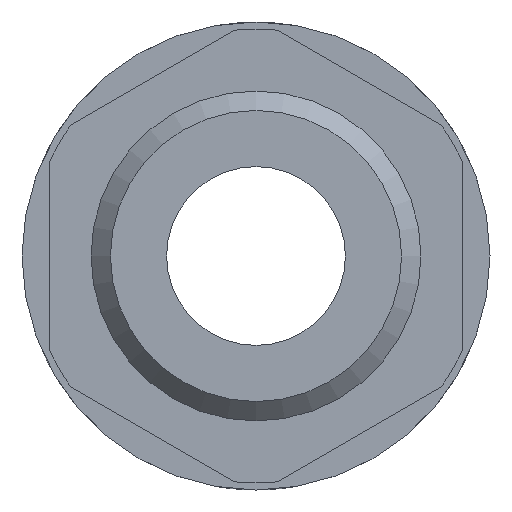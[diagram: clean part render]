
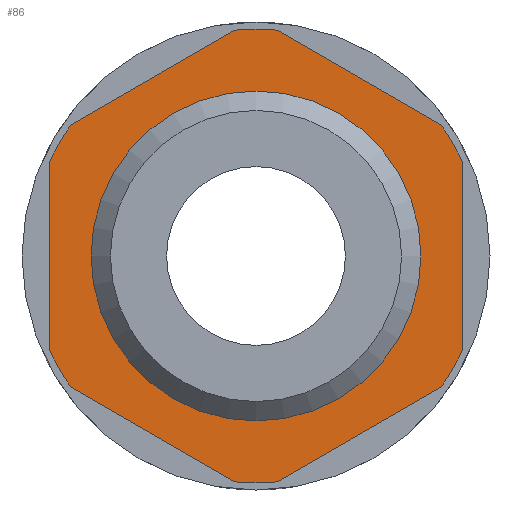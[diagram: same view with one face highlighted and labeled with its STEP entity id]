
A CAD part, left-side view. The second image highlights one B-rep face of the part: STEP entity #86.
In plain terms, the highlighted planar face has unit normal (-1, 0, 0).
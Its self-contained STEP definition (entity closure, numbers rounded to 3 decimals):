
#86 = ADVANCED_FACE( '', ( #169, #170 ), #171, .F. );
#169 = FACE_OUTER_BOUND( '', #317, .T. );
#170 = FACE_BOUND( '', #318, .T. );
#171 = PLANE( '', #319 );
#317 = EDGE_LOOP( '', ( #552, #553, #554, #555, #556, #557, #558, #559, #560, #561, #562, #563 ) );
#318 = EDGE_LOOP( '', ( #564 ) );
#319 = AXIS2_PLACEMENT_3D( '', #565, #566, #567 );
#552 = ORIENTED_EDGE( '', *, *, #971, .F. );
#553 = ORIENTED_EDGE( '', *, *, #972, .F. );
#554 = ORIENTED_EDGE( '', *, *, #973, .F. );
#555 = ORIENTED_EDGE( '', *, *, #974, .F. );
#556 = ORIENTED_EDGE( '', *, *, #975, .F. );
#557 = ORIENTED_EDGE( '', *, *, #969, .F. );
#558 = ORIENTED_EDGE( '', *, *, #976, .F. );
#559 = ORIENTED_EDGE( '', *, *, #977, .F. );
#560 = ORIENTED_EDGE( '', *, *, #978, .F. );
#561 = ORIENTED_EDGE( '', *, *, #979, .F. );
#562 = ORIENTED_EDGE( '', *, *, #980, .F. );
#563 = ORIENTED_EDGE( '', *, *, #981, .F. );
#564 = ORIENTED_EDGE( '', *, *, #982, .T. );
#565 = CARTESIAN_POINT( '', ( -17.5, 5.08, 0. ) );
#566 = DIRECTION( '', ( 1., 0., 0. ) );
#567 = DIRECTION( '', ( 0., 0., -1. ) );
#969 = EDGE_CURVE( '', #1164, #1166, #1167, .T. );
#971 = EDGE_CURVE( '', #1169, #1170, #1171, .T. );
#972 = EDGE_CURVE( '', #1172, #1169, #1173, .T. );
#973 = EDGE_CURVE( '', #1174, #1172, #1175, .T. );
#974 = EDGE_CURVE( '', #1176, #1174, #1177, .T. );
#975 = EDGE_CURVE( '', #1166, #1176, #1178, .T. );
#976 = EDGE_CURVE( '', #1179, #1164, #1180, .T. );
#977 = EDGE_CURVE( '', #1181, #1179, #1182, .T. );
#978 = EDGE_CURVE( '', #1183, #1181, #1184, .T. );
#979 = EDGE_CURVE( '', #1185, #1183, #1186, .T. );
#980 = EDGE_CURVE( '', #1187, #1185, #1188, .T. );
#981 = EDGE_CURVE( '', #1170, #1187, #1189, .T. );
#982 = EDGE_CURVE( '', #1190, #1190, #1191, .T. );
#1164 = VERTEX_POINT( '', #1422 );
#1166 = VERTEX_POINT( '', #1425 );
#1167 = CIRCLE( '', #1426, 8.25 );
#1169 = VERTEX_POINT( '', #1429 );
#1170 = VERTEX_POINT( '', #1430 );
#1171 = LINE( '', #1431, #1432 );
#1172 = VERTEX_POINT( '', #1433 );
#1173 = CIRCLE( '', #1434, 8.25 );
#1174 = VERTEX_POINT( '', #1435 );
#1175 = LINE( '', #1436, #1437 );
#1176 = VERTEX_POINT( '', #1438 );
#1177 = CIRCLE( '', #1439, 8.25 );
#1178 = LINE( '', #1440, #1441 );
#1179 = VERTEX_POINT( '', #1442 );
#1180 = LINE( '', #1443, #1444 );
#1181 = VERTEX_POINT( '', #1445 );
#1182 = CIRCLE( '', #1446, 8.25 );
#1183 = VERTEX_POINT( '', #1447 );
#1184 = LINE( '', #1448, #1449 );
#1185 = VERTEX_POINT( '', #1450 );
#1186 = CIRCLE( '', #1451, 8.25 );
#1187 = VERTEX_POINT( '', #1452 );
#1188 = LINE( '', #1453, #1454 );
#1189 = CIRCLE( '', #1455, 8.25 );
#1190 = VERTEX_POINT( '', #1456 );
#1191 = CIRCLE( '', #1457, 5.08 );
#1422 = CARTESIAN_POINT( '', ( -17.5, -7.5, -3.437 ) );
#1425 = CARTESIAN_POINT( '', ( -17.5, -6.726, -4.777 ) );
#1426 = AXIS2_PLACEMENT_3D( '', #1713, #1714, #1715 );
#1429 = CARTESIAN_POINT( '', ( -17.5, 7.5, -3.437 ) );
#1430 = CARTESIAN_POINT( '', ( -17.5, 7.5, 3.437 ) );
#1431 = CARTESIAN_POINT( '', ( -17.5, 7.5, -4.33 ) );
#1432 = VECTOR( '', #1717, 1000. );
#1433 = CARTESIAN_POINT( '', ( -17.5, 6.726, -4.777 ) );
#1434 = AXIS2_PLACEMENT_3D( '', #1718, #1719, #1720 );
#1435 = CARTESIAN_POINT( '', ( -17.5, 0.774, -8.214 ) );
#1436 = CARTESIAN_POINT( '', ( -17.5, 0., -8.66 ) );
#1437 = VECTOR( '', #1721, 1000. );
#1438 = CARTESIAN_POINT( '', ( -17.5, -0.774, -8.214 ) );
#1439 = AXIS2_PLACEMENT_3D( '', #1722, #1723, #1724 );
#1440 = CARTESIAN_POINT( '', ( -17.5, -7.5, -4.33 ) );
#1441 = VECTOR( '', #1725, 1000. );
#1442 = CARTESIAN_POINT( '', ( -17.5, -7.5, 3.437 ) );
#1443 = CARTESIAN_POINT( '', ( -17.5, -7.5, 4.33 ) );
#1444 = VECTOR( '', #1726, 1000. );
#1445 = CARTESIAN_POINT( '', ( -17.5, -6.726, 4.777 ) );
#1446 = AXIS2_PLACEMENT_3D( '', #1727, #1728, #1729 );
#1447 = CARTESIAN_POINT( '', ( -17.5, -0.774, 8.214 ) );
#1448 = CARTESIAN_POINT( '', ( -17.5, 0., 8.66 ) );
#1449 = VECTOR( '', #1730, 1000. );
#1450 = CARTESIAN_POINT( '', ( -17.5, 0.774, 8.214 ) );
#1451 = AXIS2_PLACEMENT_3D( '', #1731, #1732, #1733 );
#1452 = CARTESIAN_POINT( '', ( -17.5, 6.726, 4.777 ) );
#1453 = CARTESIAN_POINT( '', ( -17.5, 7.5, 4.33 ) );
#1454 = VECTOR( '', #1734, 1000. );
#1455 = AXIS2_PLACEMENT_3D( '', #1735, #1736, #1737 );
#1456 = CARTESIAN_POINT( '', ( -17.5, 0., -5.08 ) );
#1457 = AXIS2_PLACEMENT_3D( '', #1738, #1739, #1740 );
#1713 = CARTESIAN_POINT( '', ( -17.5, 0., 0. ) );
#1714 = DIRECTION( '', ( 1., 0., 0. ) );
#1715 = DIRECTION( '', ( 0., 0., -1. ) );
#1717 = DIRECTION( '', ( 0., 0., 1. ) );
#1718 = CARTESIAN_POINT( '', ( -17.5, 0., 0. ) );
#1719 = DIRECTION( '', ( 1., 0., 0. ) );
#1720 = DIRECTION( '', ( 0., 0., -1. ) );
#1721 = DIRECTION( '', ( 0., 0.866, 0.5 ) );
#1722 = CARTESIAN_POINT( '', ( -17.5, 0., 0. ) );
#1723 = DIRECTION( '', ( 1., 0., 0. ) );
#1724 = DIRECTION( '', ( 0., 0., -1. ) );
#1725 = DIRECTION( '', ( 0., 0.866, -0.5 ) );
#1726 = DIRECTION( '', ( 0., 0., -1. ) );
#1727 = CARTESIAN_POINT( '', ( -17.5, 0., 0. ) );
#1728 = DIRECTION( '', ( 1., 0., 0. ) );
#1729 = DIRECTION( '', ( 0., 0., -1. ) );
#1730 = DIRECTION( '', ( 0., -0.866, -0.5 ) );
#1731 = CARTESIAN_POINT( '', ( -17.5, 0., 0. ) );
#1732 = DIRECTION( '', ( 1., 0., 0. ) );
#1733 = DIRECTION( '', ( 0., 0., -1. ) );
#1734 = DIRECTION( '', ( 0., -0.866, 0.5 ) );
#1735 = CARTESIAN_POINT( '', ( -17.5, 0., 0. ) );
#1736 = DIRECTION( '', ( 1., 0., 0. ) );
#1737 = DIRECTION( '', ( 0., 0., -1. ) );
#1738 = CARTESIAN_POINT( '', ( -17.5, 0., 0. ) );
#1739 = DIRECTION( '', ( 1., 0., 0. ) );
#1740 = DIRECTION( '', ( 0., 0., -1. ) );
